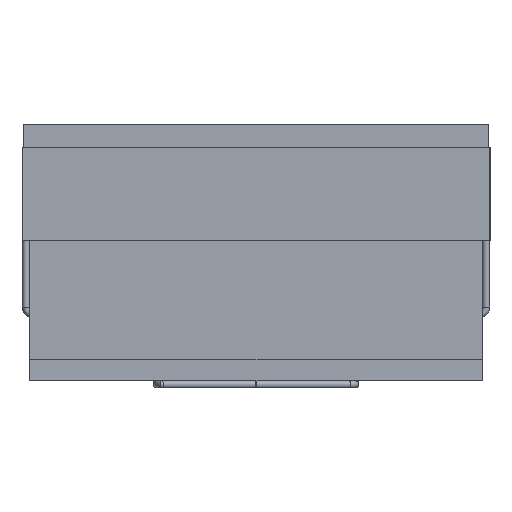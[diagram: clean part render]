
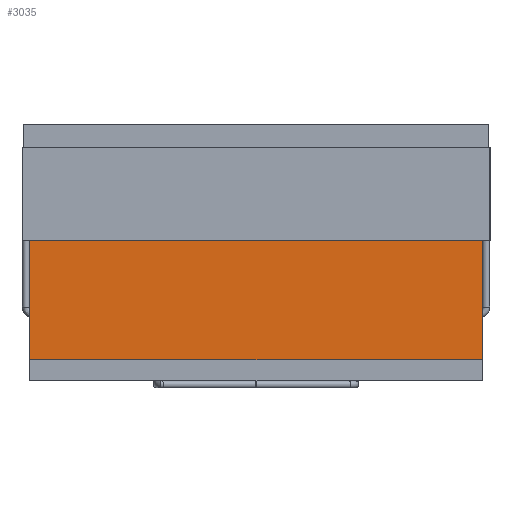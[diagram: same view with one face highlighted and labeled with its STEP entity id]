
A CAD part, left-side view. The second image highlights one B-rep face of the part: STEP entity #3035.
In plain terms, the highlighted face is planar.
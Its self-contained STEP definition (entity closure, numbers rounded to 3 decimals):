
#79=LINE('',#3932,#283);
#80=LINE('',#3935,#284);
#81=LINE('',#3937,#285);
#82=LINE('',#3939,#286);
#283=VECTOR('',#3360,1000.);
#284=VECTOR('',#3361,1000.);
#285=VECTOR('',#3362,1000.);
#286=VECTOR('',#3363,1000.);
#487=PLANE('',#3175);
#596=ORIENTED_EDGE('',*,*,#1198,.T.);
#597=ORIENTED_EDGE('',*,*,#1199,.T.);
#598=ORIENTED_EDGE('',*,*,#1200,.F.);
#599=ORIENTED_EDGE('',*,*,#1201,.F.);
#1198=EDGE_CURVE('',#1499,#1500,#79,.T.);
#1199=EDGE_CURVE('',#1500,#1501,#80,.T.);
#1200=EDGE_CURVE('',#1502,#1501,#81,.T.);
#1201=EDGE_CURVE('',#1499,#1502,#82,.T.);
#1499=VERTEX_POINT('',#3933);
#1500=VERTEX_POINT('',#3934);
#1501=VERTEX_POINT('',#3936);
#1502=VERTEX_POINT('',#3938);
#1770=EDGE_LOOP('',(#596,#597,#598,#599));
#1948=FACE_BOUND('',#1770,.T.);
#3035=ADVANCED_FACE('',(#1948),#487,.F.);
#3175=AXIS2_PLACEMENT_3D('',#3931,#3358,#3359);
#3358=DIRECTION('',(0.,1.,0.));
#3359=DIRECTION('',(-1.,0.,0.));
#3360=DIRECTION('',(-1.,0.,0.));
#3361=DIRECTION('',(0.,0.,-1.));
#3362=DIRECTION('',(-1.,0.,0.));
#3363=DIRECTION('',(0.,0.,-1.));
#3931=CARTESIAN_POINT('',(-0.97,-1.22,0.3));
#3932=CARTESIAN_POINT('',(0.97,-1.22,0.51));
#3933=CARTESIAN_POINT('',(0.97,-1.22,0.51));
#3934=CARTESIAN_POINT('',(-0.97,-1.22,0.51));
#3935=CARTESIAN_POINT('',(-0.97,-1.22,0.3));
#3936=CARTESIAN_POINT('',(-0.97,-1.22,0.));
#3937=CARTESIAN_POINT('',(1.003,-1.22,0.));
#3938=CARTESIAN_POINT('',(0.97,-1.22,0.));
#3939=CARTESIAN_POINT('',(0.97,-1.22,0.3));
